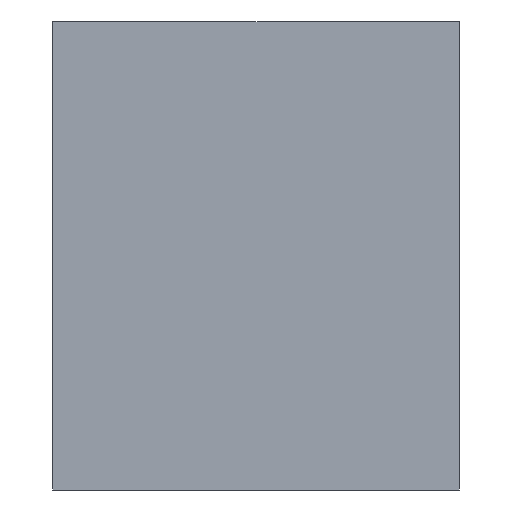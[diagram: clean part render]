
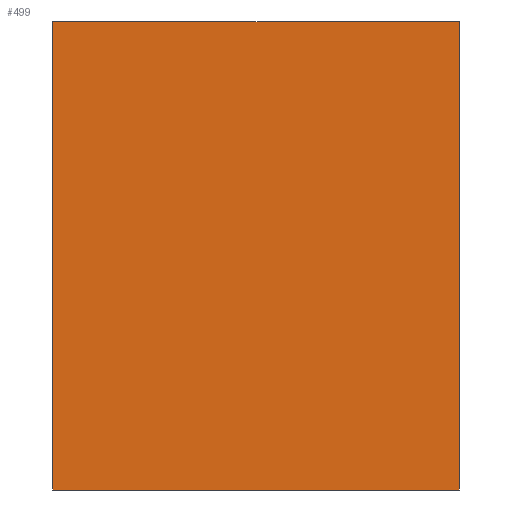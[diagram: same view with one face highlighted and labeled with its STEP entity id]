
A CAD part, left-side view. The second image highlights one B-rep face of the part: STEP entity #499.
In plain terms, the highlighted planar face has unit normal (-1, 0, 0).
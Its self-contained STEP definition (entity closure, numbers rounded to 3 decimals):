
#486=AXIS2_PLACEMENT_3D('Plane Axis2P3D',#483,#484,#485) ;
#252=CARTESIAN_POINT('Vertex',(-6.,-5.5,31.9)) ;
#255=CARTESIAN_POINT('Line Origine',(-6.,-5.5,25.575)) ;
#259=CARTESIAN_POINT('Vertex',(-6.,-5.5,19.25)) ;
#333=CARTESIAN_POINT('Vertex',(-6.,5.5,19.25)) ;
#336=CARTESIAN_POINT('Line Origine',(-6.,5.5,25.575)) ;
#340=CARTESIAN_POINT('Vertex',(-6.,5.5,31.9)) ;
#365=CARTESIAN_POINT('Line Origine',(-6.,0.,31.9)) ;
#483=CARTESIAN_POINT('Axis2P3D Location',(-6.,5.5,19.25)) ;
#488=CARTESIAN_POINT('Line Origine',(-6.,0.,19.25)) ;
#256=DIRECTION('Vector Direction',(0.,0.,1.)) ;
#337=DIRECTION('Vector Direction',(0.,0.,1.)) ;
#366=DIRECTION('Vector Direction',(0.,-1.,0.)) ;
#484=DIRECTION('Axis2P3D Direction',(1.,0.,0.)) ;
#485=DIRECTION('Axis2P3D XDirection',(0.,1.,0.)) ;
#489=DIRECTION('Vector Direction',(0.,-1.,0.)) ;
#257=VECTOR('Line Direction',#256,1.) ;
#338=VECTOR('Line Direction',#337,1.) ;
#367=VECTOR('Line Direction',#366,1.) ;
#490=VECTOR('Line Direction',#489,1.) ;
#494=ORIENTED_EDGE('',*,*,#261,.T.) ;
#495=ORIENTED_EDGE('',*,*,#369,.F.) ;
#496=ORIENTED_EDGE('',*,*,#342,.F.) ;
#497=ORIENTED_EDGE('',*,*,#492,.T.) ;
#499=ADVANCED_FACE('SPANNARM_PSQS_12_1358344_TUENKERS',(#498),#487,.F.) ;
#261=EDGE_CURVE('',#260,#253,#258,.T.) ;
#342=EDGE_CURVE('',#334,#341,#339,.T.) ;
#369=EDGE_CURVE('',#341,#253,#368,.T.) ;
#492=EDGE_CURVE('',#334,#260,#491,.T.) ;
#493=EDGE_LOOP('',(#494,#495,#496,#497)) ;
#498=FACE_OUTER_BOUND('',#493,.T.) ;
#258=LINE('Line',#255,#257) ;
#339=LINE('Line',#336,#338) ;
#368=LINE('Line',#365,#367) ;
#491=LINE('Line',#488,#490) ;
#487=PLANE('Plane',#486) ;
#253=VERTEX_POINT('',#252) ;
#260=VERTEX_POINT('',#259) ;
#334=VERTEX_POINT('',#333) ;
#341=VERTEX_POINT('',#340) ;
